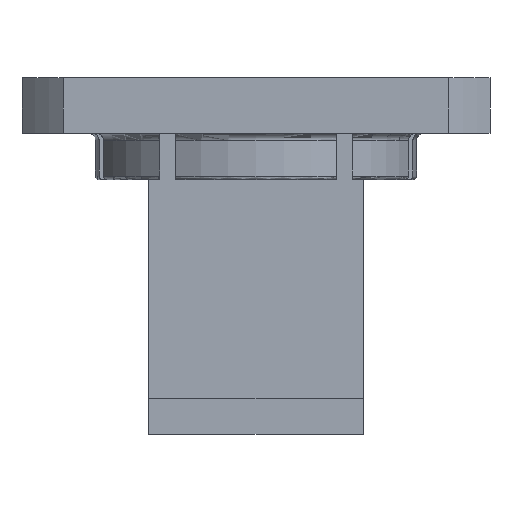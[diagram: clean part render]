
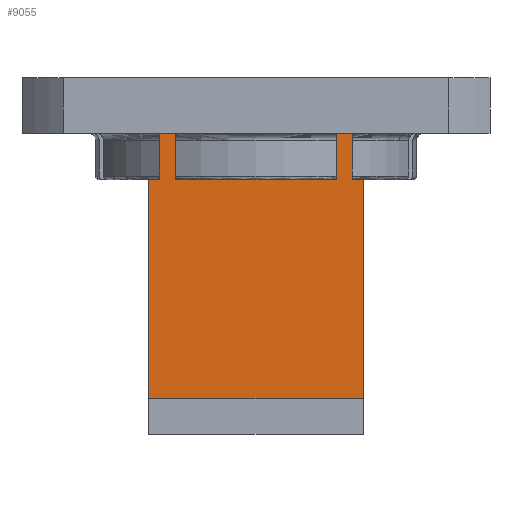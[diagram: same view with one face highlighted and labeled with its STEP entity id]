
A CAD part, front view. The second image highlights one B-rep face of the part: STEP entity #9055.
In plain terms, the highlighted planar face has unit normal (0, -1, 0).
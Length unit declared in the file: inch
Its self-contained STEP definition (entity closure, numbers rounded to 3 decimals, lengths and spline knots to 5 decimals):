
#543 = CARTESIAN_POINT ( 'NONE',  ( 0.225, -0.17, -0.286 ) ) ;
#675 = LINE ( 'NONE', #844, #6485 ) ;
#726 = VERTEX_POINT ( 'NONE', #4824 ) ;
#768 = CARTESIAN_POINT ( 'NONE',  ( -0.3, -0.17, -0.286 ) ) ;
#844 = CARTESIAN_POINT ( 'NONE',  ( -0.3, -0.17, -0.9 ) ) ;
#853 = LINE ( 'NONE', #768, #8195 ) ;
#1333 = AXIS2_PLACEMENT_3D ( 'NONE', #2109, #7299, #12476 ) ;
#1469 = CARTESIAN_POINT ( 'NONE',  ( -0.27, -0.17, -0.156 ) ) ;
#1487 = DIRECTION ( 'NONE',  ( 0., 0., 1. ) ) ;
#1557 = DIRECTION ( 'NONE',  ( 0., 0., 1. ) ) ;
#1642 = CARTESIAN_POINT ( 'NONE',  ( 0.3, -0.17, -0.9 ) ) ;
#1647 = CARTESIAN_POINT ( 'NONE',  ( 0.225, -0.17, -0.286 ) ) ;
#1810 = LINE ( 'NONE', #543, #5874 ) ;
#1825 = EDGE_CURVE ( 'NONE', #16674, #2706, #1810, .T. ) ;
#1972 = LINE ( 'NONE', #12172, #4825 ) ;
#2109 = CARTESIAN_POINT ( 'NONE',  ( -0.3, -0.17, -0.9 ) ) ;
#2110 = VERTEX_POINT ( 'NONE', #14805 ) ;
#2706 = VERTEX_POINT ( 'NONE', #5209 ) ;
#3052 = ORIENTED_EDGE ( 'NONE', *, *, #6343, .T. ) ;
#3184 = EDGE_CURVE ( 'NONE', #2110, #9753, #1972, .T. ) ;
#3252 = LINE ( 'NONE', #13620, #4344 ) ;
#3287 = LINE ( 'NONE', #9843, #15994 ) ;
#3502 = CARTESIAN_POINT ( 'NONE',  ( 0.3, -0.17, -0.9 ) ) ;
#3574 = VERTEX_POINT ( 'NONE', #14193 ) ;
#4344 = VECTOR ( 'NONE', #4366, 39.37008 ) ;
#4366 = DIRECTION ( 'NONE',  ( 0., 0., -1. ) ) ;
#4824 = CARTESIAN_POINT ( 'NONE',  ( 0.27, -0.17, -0.286 ) ) ;
#4825 = VECTOR ( 'NONE', #1487, 39.37008 ) ;
#5036 = CARTESIAN_POINT ( 'NONE',  ( 0.3, -0.17, -0.286 ) ) ;
#5209 = CARTESIAN_POINT ( 'NONE',  ( 0.225, -0.17, -0.156 ) ) ;
#5261 = VERTEX_POINT ( 'NONE', #6239 ) ;
#5392 = CARTESIAN_POINT ( 'NONE',  ( -0.3, -0.17, -0.9 ) ) ;
#5874 = VECTOR ( 'NONE', #14652, 39.37008 ) ;
#5919 = EDGE_CURVE ( 'NONE', #9753, #6021, #13196, .T. ) ;
#6021 = VERTEX_POINT ( 'NONE', #16429 ) ;
#6038 = DIRECTION ( 'NONE',  ( 1., 0., 0. ) ) ;
#6053 = VERTEX_POINT ( 'NONE', #3502 ) ;
#6239 = CARTESIAN_POINT ( 'NONE',  ( -0.3, -0.17, -0.286 ) ) ;
#6343 = EDGE_CURVE ( 'NONE', #3574, #6053, #675, .T. ) ;
#6444 = CARTESIAN_POINT ( 'NONE',  ( -0.225, -0.17, -0.286 ) ) ;
#6485 = VECTOR ( 'NONE', #8670, 39.37008 ) ;
#6941 = EDGE_LOOP ( 'NONE', ( #14930, #9365, #3052, #10418, #9647, #13138, #12922, #13007, #14884, #10502, #10117, #15137 ) ) ;
#7299 = DIRECTION ( 'NONE',  ( 0., -1., 0. ) ) ;
#7365 = EDGE_CURVE ( 'NONE', #8140, #16674, #8295, .T. ) ;
#7435 = CARTESIAN_POINT ( 'NONE',  ( 0.27, -0.17, -0.156 ) ) ;
#7444 = VECTOR ( 'NONE', #13742, 39.37008 ) ;
#7446 = EDGE_CURVE ( 'NONE', #726, #10115, #8380, .T. ) ;
#7453 = CARTESIAN_POINT ( 'NONE',  ( -0.27, -0.17, -0.156 ) ) ;
#7819 = VECTOR ( 'NONE', #13551, 39.37008 ) ;
#8103 = VECTOR ( 'NONE', #13469, 39.37008 ) ;
#8140 = VERTEX_POINT ( 'NONE', #6444 ) ;
#8195 = VECTOR ( 'NONE', #6038, 39.37008 ) ;
#8295 = LINE ( 'NONE', #16194, #8103 ) ;
#8332 = EDGE_CURVE ( 'NONE', #13092, #726, #3287, .T. ) ;
#8380 = LINE ( 'NONE', #16356, #7819 ) ;
#8573 = FACE_OUTER_BOUND ( 'NONE', #6941, .T. ) ;
#8670 = DIRECTION ( 'NONE',  ( 1., 0., 0. ) ) ;
#9055 = ADVANCED_FACE ( 'NONE', ( #8573 ), #13745, .T. ) ;
#9301 = LINE ( 'NONE', #5392, #12611 ) ;
#9365 = ORIENTED_EDGE ( 'NONE', *, *, #16073, .F. ) ;
#9647 = ORIENTED_EDGE ( 'NONE', *, *, #7446, .F. ) ;
#9753 = VERTEX_POINT ( 'NONE', #7453 ) ;
#9843 = CARTESIAN_POINT ( 'NONE',  ( 0.27, -0.17, -0.286 ) ) ;
#10065 = EDGE_CURVE ( 'NONE', #6021, #8140, #3252, .T. ) ;
#10115 = VERTEX_POINT ( 'NONE', #5036 ) ;
#10117 = ORIENTED_EDGE ( 'NONE', *, *, #5919, .F. ) ;
#10418 = ORIENTED_EDGE ( 'NONE', *, *, #16074, .T. ) ;
#10502 = ORIENTED_EDGE ( 'NONE', *, *, #10065, .F. ) ;
#10568 = DIRECTION ( 'NONE',  ( 0., 0., 1. ) ) ;
#10806 = EDGE_CURVE ( 'NONE', #5261, #2110, #853, .T. ) ;
#11196 = CARTESIAN_POINT ( 'NONE',  ( 0.27, -0.17, -0.156 ) ) ;
#11634 = VECTOR ( 'NONE', #11832, 39.37008 ) ;
#11787 = VECTOR ( 'NONE', #1557, 39.37008 ) ;
#11832 = DIRECTION ( 'NONE',  ( 1., 0., 0. ) ) ;
#12172 = CARTESIAN_POINT ( 'NONE',  ( -0.27, -0.17, -0.286 ) ) ;
#12476 = DIRECTION ( 'NONE',  ( 0., 0., -1. ) ) ;
#12611 = VECTOR ( 'NONE', #10568, 39.37008 ) ;
#12922 = ORIENTED_EDGE ( 'NONE', *, *, #15163, .F. ) ;
#13007 = ORIENTED_EDGE ( 'NONE', *, *, #1825, .F. ) ;
#13092 = VERTEX_POINT ( 'NONE', #7435 ) ;
#13138 = ORIENTED_EDGE ( 'NONE', *, *, #8332, .F. ) ;
#13196 = LINE ( 'NONE', #1469, #11634 ) ;
#13197 = LINE ( 'NONE', #1642, #11787 ) ;
#13469 = DIRECTION ( 'NONE',  ( 1., 0., 0. ) ) ;
#13551 = DIRECTION ( 'NONE',  ( 1., 0., 0. ) ) ;
#13620 = CARTESIAN_POINT ( 'NONE',  ( -0.225, -0.17, -0.286 ) ) ;
#13742 = DIRECTION ( 'NONE',  ( 1., 0., 0. ) ) ;
#13745 = PLANE ( 'NONE',  #1333 ) ;
#13838 = LINE ( 'NONE', #11196, #7444 ) ;
#14193 = CARTESIAN_POINT ( 'NONE',  ( -0.3, -0.17, -0.9 ) ) ;
#14652 = DIRECTION ( 'NONE',  ( 0., 0., 1. ) ) ;
#14805 = CARTESIAN_POINT ( 'NONE',  ( -0.27, -0.17, -0.286 ) ) ;
#14884 = ORIENTED_EDGE ( 'NONE', *, *, #7365, .F. ) ;
#14930 = ORIENTED_EDGE ( 'NONE', *, *, #10806, .F. ) ;
#15029 = DIRECTION ( 'NONE',  ( 0., 0., -1. ) ) ;
#15137 = ORIENTED_EDGE ( 'NONE', *, *, #3184, .F. ) ;
#15163 = EDGE_CURVE ( 'NONE', #2706, #13092, #13838, .T. ) ;
#15994 = VECTOR ( 'NONE', #15029, 39.37008 ) ;
#16073 = EDGE_CURVE ( 'NONE', #3574, #5261, #9301, .T. ) ;
#16074 = EDGE_CURVE ( 'NONE', #6053, #10115, #13197, .T. ) ;
#16194 = CARTESIAN_POINT ( 'NONE',  ( -0.3, -0.17, -0.286 ) ) ;
#16356 = CARTESIAN_POINT ( 'NONE',  ( -0.3, -0.17, -0.286 ) ) ;
#16429 = CARTESIAN_POINT ( 'NONE',  ( -0.225, -0.17, -0.156 ) ) ;
#16674 = VERTEX_POINT ( 'NONE', #1647 ) ;
